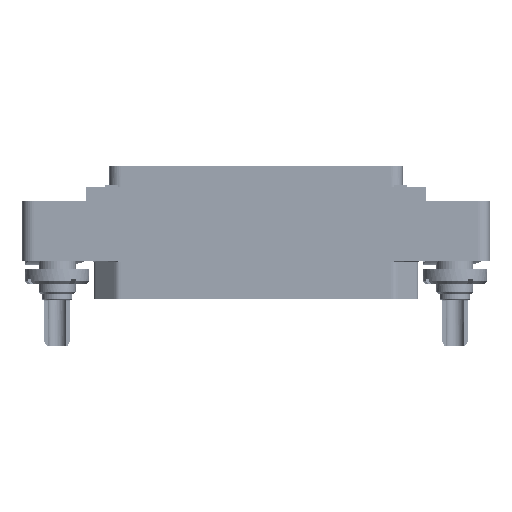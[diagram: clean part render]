
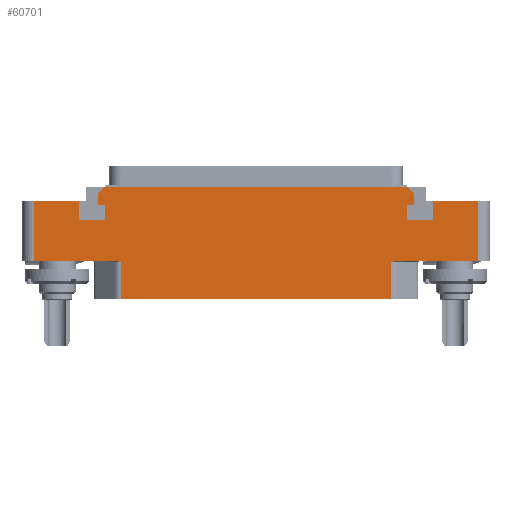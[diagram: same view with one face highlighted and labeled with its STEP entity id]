
A CAD part, top view. The second image highlights one B-rep face of the part: STEP entity #60701.
In plain terms, the highlighted planar face has unit normal (0, 0, 1).
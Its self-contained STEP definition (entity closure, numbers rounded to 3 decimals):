
#1=DIRECTION('',(1.,0.,0.));
#2=VECTOR('',#1,7.8);
#3=CARTESIAN_POINT('',(-38.,10.25,7.));
#4=LINE('',#3,#2);
#5=DIRECTION('',(0.,-1.,0.));
#6=VECTOR('',#5,3.2);
#7=CARTESIAN_POINT('',(-30.2,10.25,7.));
#8=LINE('',#7,#6);
#9=DIRECTION('',(1.,0.,0.));
#10=VECTOR('',#9,4.4);
#11=CARTESIAN_POINT('',(-30.2,7.05,7.));
#12=LINE('',#11,#10);
#13=DIRECTION('',(0.,1.,0.));
#14=VECTOR('',#13,2.6);
#15=CARTESIAN_POINT('',(-25.8,7.05,7.));
#16=LINE('',#15,#14);
#17=DIRECTION('',(-1.,0.,0.));
#18=VECTOR('',#17,1.2);
#19=CARTESIAN_POINT('',(-25.8,9.65,7.));
#20=LINE('',#19,#18);
#21=DIRECTION('',(0.,-1.,0.));
#22=VECTOR('',#21,1.9);
#23=CARTESIAN_POINT('',(-27.,11.55,7.));
#24=LINE('',#23,#22);
#25=DIRECTION('',(1.,0.,0.));
#26=VECTOR('',#25,51.6);
#27=CARTESIAN_POINT('',(-25.8,12.75,7.));
#28=LINE('',#27,#26);
#29=DIRECTION('',(0.,-1.,0.));
#30=VECTOR('',#29,1.9);
#31=CARTESIAN_POINT('',(27.,11.55,7.));
#32=LINE('',#31,#30);
#33=DIRECTION('',(-1.,0.,0.));
#34=VECTOR('',#33,1.2);
#35=CARTESIAN_POINT('',(27.,9.65,7.));
#36=LINE('',#35,#34);
#37=DIRECTION('',(0.,-1.,0.));
#38=VECTOR('',#37,2.6);
#39=CARTESIAN_POINT('',(25.8,9.65,7.));
#40=LINE('',#39,#38);
#41=DIRECTION('',(1.,0.,0.));
#42=VECTOR('',#41,4.4);
#43=CARTESIAN_POINT('',(25.8,7.05,7.));
#44=LINE('',#43,#42);
#45=DIRECTION('',(0.,1.,0.));
#46=VECTOR('',#45,3.2);
#47=CARTESIAN_POINT('',(30.2,7.05,7.));
#48=LINE('',#47,#46);
#49=DIRECTION('',(1.,0.,0.));
#50=VECTOR('',#49,7.8);
#51=CARTESIAN_POINT('',(30.2,10.25,7.));
#52=LINE('',#51,#50);
#109=DIRECTION('',(1.,0.,0.));
#110=VECTOR('',#109,14.082);
#111=CARTESIAN_POINT('',(23.918,0.,7.));
#112=LINE('',#111,#110);
#4126=DIRECTION('',(-1.,0.,0.));
#4127=VECTOR('',#4126,46.236);
#4128=CARTESIAN_POINT('',(23.118,-6.5,7.));
#4129=LINE('',#4128,#4127);
#4217=DIRECTION('',(1.,0.,0.));
#4218=VECTOR('',#4217,14.082);
#4219=CARTESIAN_POINT('',(-38.,0.,7.));
#4220=LINE('',#4219,#4218);
#8150=DIRECTION('',(0.,-1.,0.));
#8151=VECTOR('',#8150,10.25);
#8152=CARTESIAN_POINT('',(-38.,10.25,7.));
#8153=LINE('',#8152,#8151);
#10516=DIRECTION('',(0.707,-0.707,0.));
#10517=VECTOR('',#10516,1.697);
#10518=CARTESIAN_POINT('',(25.8,12.75,7.));
#10519=LINE('',#10518,#10517);
#10868=DIRECTION('',(-0.707,-0.707,0.));
#10869=VECTOR('',#10868,1.697);
#10870=CARTESIAN_POINT('',(-25.8,12.75,7.));
#10871=LINE('',#10870,#10869);
#46646=CARTESIAN_POINT('',(-23.918,0.,7.));
#46647=CARTESIAN_POINT('',(-23.907,0.,7.));
#46648=CARTESIAN_POINT('',(-23.884,0.,7.));
#46649=CARTESIAN_POINT('',(-23.85,-0.002,7.));
#46650=CARTESIAN_POINT('',(-23.814,-0.005,7.));
#46651=CARTESIAN_POINT('',(-23.776,-0.01,7.));
#46652=CARTESIAN_POINT('',(-23.734,-0.016,7.));
#46653=CARTESIAN_POINT('',(-23.688,-0.024,7.));
#46654=CARTESIAN_POINT('',(-23.636,-0.035,7.));
#46655=CARTESIAN_POINT('',(-23.577,-0.049,7.));
#46656=CARTESIAN_POINT('',(-23.515,-0.066,7.));
#46657=CARTESIAN_POINT('',(-23.451,-0.085,7.));
#46658=CARTESIAN_POINT('',(-23.385,-0.106,7.));
#46659=CARTESIAN_POINT('',(-23.318,-0.128,7.));
#46660=CARTESIAN_POINT('',(-23.251,-0.152,7.));
#46661=CARTESIAN_POINT('',(-23.184,-0.176,7.));
#46662=CARTESIAN_POINT('',(-23.14,-0.192,7.));
#46663=CARTESIAN_POINT('',(-23.118,-0.2,7.));
#46665=DIRECTION('',(0.,1.,0.));
#46666=VECTOR('',#46665,6.3);
#46667=CARTESIAN_POINT('',(-23.118,-6.5,7.));
#46668=LINE('',#46667,#46666);
#46741=DIRECTION('',(0.,1.,0.));
#46742=VECTOR('',#46741,6.3);
#46743=CARTESIAN_POINT('',(23.118,-6.5,7.));
#46744=LINE('',#46743,#46742);
#46750=CARTESIAN_POINT('',(23.118,-0.2,7.));
#46751=CARTESIAN_POINT('',(23.14,-0.192,7.));
#46752=CARTESIAN_POINT('',(23.184,-0.176,7.));
#46753=CARTESIAN_POINT('',(23.251,-0.152,7.));
#46754=CARTESIAN_POINT('',(23.318,-0.128,7.));
#46755=CARTESIAN_POINT('',(23.385,-0.106,7.));
#46756=CARTESIAN_POINT('',(23.451,-0.085,7.));
#46757=CARTESIAN_POINT('',(23.515,-0.066,7.));
#46758=CARTESIAN_POINT('',(23.577,-0.049,7.));
#46759=CARTESIAN_POINT('',(23.636,-0.035,7.));
#46760=CARTESIAN_POINT('',(23.688,-0.024,7.));
#46761=CARTESIAN_POINT('',(23.734,-0.016,7.));
#46762=CARTESIAN_POINT('',(23.776,-0.01,7.));
#46763=CARTESIAN_POINT('',(23.814,-0.005,7.));
#46764=CARTESIAN_POINT('',(23.85,-0.002,7.));
#46765=CARTESIAN_POINT('',(23.884,0.,7.));
#46766=CARTESIAN_POINT('',(23.907,0.,7.));
#46767=CARTESIAN_POINT('',(23.918,0.,7.));
#46815=DIRECTION('',(0.,1.,0.));
#46816=VECTOR('',#46815,10.25);
#46817=CARTESIAN_POINT('',(38.,0.,7.));
#46818=LINE('',#46817,#46816);
#48792=CARTESIAN_POINT('',(-30.2,10.25,7.));
#48793=CARTESIAN_POINT('',(-30.2,7.05,7.));
#48794=VERTEX_POINT('',#48792);
#48795=VERTEX_POINT('',#48793);
#48796=CARTESIAN_POINT('',(-25.8,7.05,7.));
#48797=VERTEX_POINT('',#48796);
#48798=CARTESIAN_POINT('',(-25.8,9.65,7.));
#48799=VERTEX_POINT('',#48798);
#48800=CARTESIAN_POINT('',(-27.,9.65,7.));
#48801=VERTEX_POINT('',#48800);
#48802=CARTESIAN_POINT('',(27.,9.65,7.));
#48803=CARTESIAN_POINT('',(25.8,9.65,7.));
#48804=VERTEX_POINT('',#48802);
#48805=VERTEX_POINT('',#48803);
#48806=CARTESIAN_POINT('',(25.8,7.05,7.));
#48807=VERTEX_POINT('',#48806);
#48808=CARTESIAN_POINT('',(30.2,7.05,7.));
#48809=VERTEX_POINT('',#48808);
#48810=CARTESIAN_POINT('',(30.2,10.25,7.));
#48811=VERTEX_POINT('',#48810);
#48816=CARTESIAN_POINT('',(-27.,11.55,7.));
#48818=VERTEX_POINT('',#48816);
#48820=CARTESIAN_POINT('',(-25.8,12.75,7.));
#48821=VERTEX_POINT('',#48820);
#48822=CARTESIAN_POINT('',(27.,11.55,7.));
#48824=VERTEX_POINT('',#48822);
#48826=CARTESIAN_POINT('',(25.8,12.75,7.));
#48827=VERTEX_POINT('',#48826);
#48912=CARTESIAN_POINT('',(38.,0.,7.));
#48913=CARTESIAN_POINT('',(38.,10.25,7.));
#48914=VERTEX_POINT('',#48912);
#48915=VERTEX_POINT('',#48913);
#48920=CARTESIAN_POINT('',(-38.,10.25,7.));
#48921=CARTESIAN_POINT('',(-38.,0.,7.));
#48922=VERTEX_POINT('',#48920);
#48923=VERTEX_POINT('',#48921);
#49125=CARTESIAN_POINT('',(23.118,-6.5,7.));
#49127=VERTEX_POINT('',#49125);
#49128=CARTESIAN_POINT('',(-23.118,-6.5,7.));
#49130=VERTEX_POINT('',#49128);
#49192=CARTESIAN_POINT('',(-23.118,-0.2,7.));
#49193=VERTEX_POINT('',#49192);
#49194=CARTESIAN_POINT('',(-23.918,0.,7.));
#49195=VERTEX_POINT('',#49194);
#49196=CARTESIAN_POINT('',(23.118,-0.2,7.));
#49198=VERTEX_POINT('',#49196);
#49200=CARTESIAN_POINT('',(23.918,0.,7.));
#49202=VERTEX_POINT('',#49200);
#60646=CARTESIAN_POINT('',(0.,0.,7.));
#60647=DIRECTION('',(0.,0.,-1.));
#60648=DIRECTION('',(-1.,0.,0.));
#60649=AXIS2_PLACEMENT_3D('',#60646,#60647,#60648);
#60650=PLANE('',#60649);
#60652=ORIENTED_EDGE('',*,*,#60651,.F.);
#60654=ORIENTED_EDGE('',*,*,#60653,.F.);
#60656=ORIENTED_EDGE('',*,*,#60655,.F.);
#60658=ORIENTED_EDGE('',*,*,#60657,.T.);
#60660=ORIENTED_EDGE('',*,*,#60659,.T.);
#60662=ORIENTED_EDGE('',*,*,#60661,.F.);
#60664=ORIENTED_EDGE('',*,*,#60663,.F.);
#60666=ORIENTED_EDGE('',*,*,#60665,.F.);
#60668=ORIENTED_EDGE('',*,*,#60667,.T.);
#60670=ORIENTED_EDGE('',*,*,#60669,.T.);
#60672=ORIENTED_EDGE('',*,*,#60671,.T.);
#60674=ORIENTED_EDGE('',*,*,#60673,.T.);
#60676=ORIENTED_EDGE('',*,*,#60675,.T.);
#60678=ORIENTED_EDGE('',*,*,#60677,.F.);
#60680=ORIENTED_EDGE('',*,*,#60679,.F.);
#60682=ORIENTED_EDGE('',*,*,#60681,.T.);
#60684=ORIENTED_EDGE('',*,*,#60683,.T.);
#60686=ORIENTED_EDGE('',*,*,#60685,.T.);
#60688=ORIENTED_EDGE('',*,*,#60687,.T.);
#60690=ORIENTED_EDGE('',*,*,#60689,.T.);
#60692=ORIENTED_EDGE('',*,*,#60691,.T.);
#60694=ORIENTED_EDGE('',*,*,#60693,.T.);
#60696=ORIENTED_EDGE('',*,*,#60695,.T.);
#60698=ORIENTED_EDGE('',*,*,#60697,.F.);
#60699=EDGE_LOOP('',(#60652,#60654,#60656,#60658,#60660,#60662,#60664,#60666,
#60668,#60670,#60672,#60674,#60676,#60678,#60680,#60682,#60684,#60686,#60688,
#60690,#60692,#60694,#60696,#60698));
#60700=FACE_OUTER_BOUND('',#60699,.F.);
#60701=ADVANCED_FACE('',(#60700),#60650,.F.);
#46664=B_SPLINE_CURVE_WITH_KNOTS('',3,(#46646,#46647,#46648,#46649,#46650,
#46651,#46652,#46653,#46654,#46655,#46656,#46657,#46658,#46659,#46660,#46661,
#46662,#46663),.UNSPECIFIED.,.F.,.F.,(4,1,1,1,1,1,1,1,1,1,1,1,1,1,1,4),(0.,
0.067,0.133,0.2,0.267,0.333,
0.4,0.467,0.533,0.6,0.667,
0.733,0.8,0.867,0.933,1.),
.UNSPECIFIED.);
#46768=B_SPLINE_CURVE_WITH_KNOTS('',3,(#46750,#46751,#46752,#46753,#46754,
#46755,#46756,#46757,#46758,#46759,#46760,#46761,#46762,#46763,#46764,#46765,
#46766,#46767),.UNSPECIFIED.,.F.,.F.,(4,1,1,1,1,1,1,1,1,1,1,1,1,1,1,4),(0.,
0.067,0.133,0.2,0.267,0.333,
0.4,0.467,0.533,0.6,0.667,
0.733,0.8,0.867,0.933,1.),
.UNSPECIFIED.);
#60651=EDGE_CURVE('',#49202,#48914,#112,.T.);
#60653=EDGE_CURVE('',#49198,#49202,#46768,.T.);
#60655=EDGE_CURVE('',#49127,#49198,#46744,.T.);
#60657=EDGE_CURVE('',#49127,#49130,#4129,.T.);
#60659=EDGE_CURVE('',#49130,#49193,#46668,.T.);
#60661=EDGE_CURVE('',#49195,#49193,#46664,.T.);
#60663=EDGE_CURVE('',#48923,#49195,#4220,.T.);
#60665=EDGE_CURVE('',#48922,#48923,#8153,.T.);
#60667=EDGE_CURVE('',#48922,#48794,#4,.T.);
#60669=EDGE_CURVE('',#48794,#48795,#8,.T.);
#60671=EDGE_CURVE('',#48795,#48797,#12,.T.);
#60673=EDGE_CURVE('',#48797,#48799,#16,.T.);
#60675=EDGE_CURVE('',#48799,#48801,#20,.T.);
#60677=EDGE_CURVE('',#48818,#48801,#24,.T.);
#60679=EDGE_CURVE('',#48821,#48818,#10871,.T.);
#60681=EDGE_CURVE('',#48821,#48827,#28,.T.);
#60683=EDGE_CURVE('',#48827,#48824,#10519,.T.);
#60685=EDGE_CURVE('',#48824,#48804,#32,.T.);
#60687=EDGE_CURVE('',#48804,#48805,#36,.T.);
#60689=EDGE_CURVE('',#48805,#48807,#40,.T.);
#60691=EDGE_CURVE('',#48807,#48809,#44,.T.);
#60693=EDGE_CURVE('',#48809,#48811,#48,.T.);
#60695=EDGE_CURVE('',#48811,#48915,#52,.T.);
#60697=EDGE_CURVE('',#48914,#48915,#46818,.T.);
